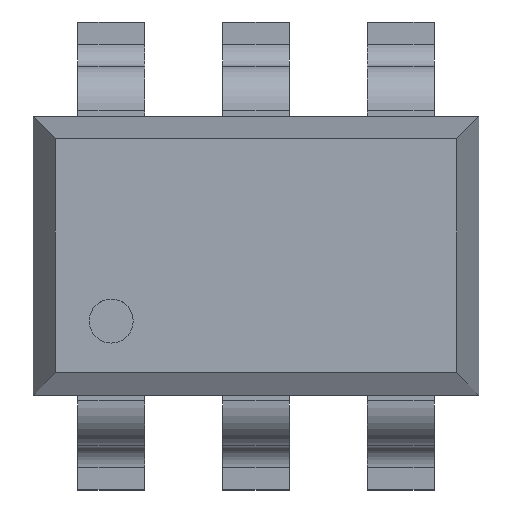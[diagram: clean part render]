
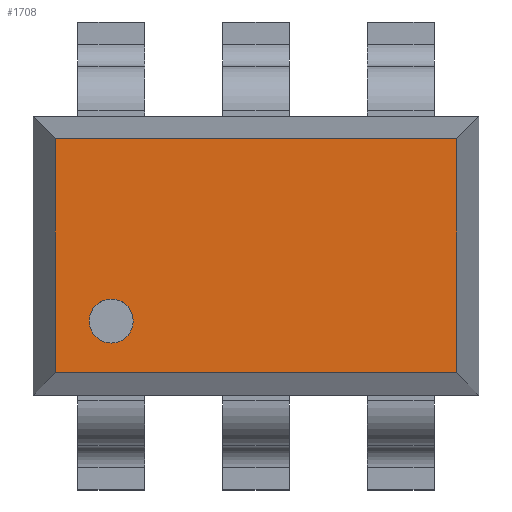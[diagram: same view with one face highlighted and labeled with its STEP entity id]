
A CAD part, top view. The second image highlights one B-rep face of the part: STEP entity #1708.
In plain terms, the highlighted planar face has unit normal (0, 0, 1).
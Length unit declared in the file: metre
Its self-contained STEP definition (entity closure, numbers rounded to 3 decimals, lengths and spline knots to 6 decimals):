
#107=CIRCLE('',#1952,0.000099);
#541=ORIENTED_EDGE('',*,*,#801,.F.);
#542=ORIENTED_EDGE('',*,*,#802,.T.);
#543=ORIENTED_EDGE('',*,*,#803,.T.);
#544=ORIENTED_EDGE('',*,*,#804,.T.);
#545=ORIENTED_EDGE('',*,*,#805,.T.);
#801=EDGE_CURVE('',#967,#967,#107,.T.);
#802=EDGE_CURVE('',#968,#969,#1149,.T.);
#803=EDGE_CURVE('',#969,#970,#1150,.T.);
#804=EDGE_CURVE('',#970,#971,#1151,.T.);
#805=EDGE_CURVE('',#971,#968,#1152,.T.);
#967=VERTEX_POINT('',#2912);
#968=VERTEX_POINT('',#2914);
#969=VERTEX_POINT('',#2915);
#970=VERTEX_POINT('',#2917);
#971=VERTEX_POINT('',#2919);
#1149=LINE('',#2913,#1337);
#1150=LINE('',#2916,#1338);
#1151=LINE('',#2918,#1339);
#1152=LINE('',#2920,#1340);
#1337=VECTOR('',#2415,1.);
#1338=VECTOR('',#2416,1.);
#1339=VECTOR('',#2417,1.);
#1340=VECTOR('',#2418,1.);
#1441=EDGE_LOOP('',(#541));
#1442=EDGE_LOOP('',(#542,#543,#544,#545));
#1539=FACE_BOUND('',#1441,.T.);
#1540=FACE_BOUND('',#1442,.T.);
#1613=PLANE('',#1951);
#1708=ADVANCED_FACE('',(#1539,#1540),#1613,.T.);
#1951=AXIS2_PLACEMENT_3D('',#2910,#2411,#2412);
#1952=AXIS2_PLACEMENT_3D('',#2911,#2413,#2414);
#2411=DIRECTION('',(0.,0.,1.));
#2412=DIRECTION('',(1.,0.,0.));
#2413=DIRECTION('',(0.,0.,1.));
#2414=DIRECTION('',(1.,0.,0.));
#2415=DIRECTION('',(0.,1.,0.));
#2416=DIRECTION('',(-1.,0.,0.));
#2417=DIRECTION('',(0.,-1.,0.));
#2418=DIRECTION('',(1.,0.,0.));
#2910=CARTESIAN_POINT('',(0.,0.,0.0011));
#2911=CARTESIAN_POINT('',(-0.00065,-0.000294,0.0011));
#2912=CARTESIAN_POINT('',(-0.000551,-0.000294,0.0011));
#2913=CARTESIAN_POINT('',(0.0009,0.,0.0011));
#2914=CARTESIAN_POINT('',(0.0009,-0.000525,0.0011));
#2915=CARTESIAN_POINT('',(0.0009,0.000525,0.0011));
#2916=CARTESIAN_POINT('',(0.,0.000525,0.0011));
#2917=CARTESIAN_POINT('',(-0.0009,0.000525,0.0011));
#2918=CARTESIAN_POINT('',(-0.0009,-0.000625,0.0011));
#2919=CARTESIAN_POINT('',(-0.0009,-0.000525,0.0011));
#2920=CARTESIAN_POINT('',(0.001,-0.000525,0.0011));
